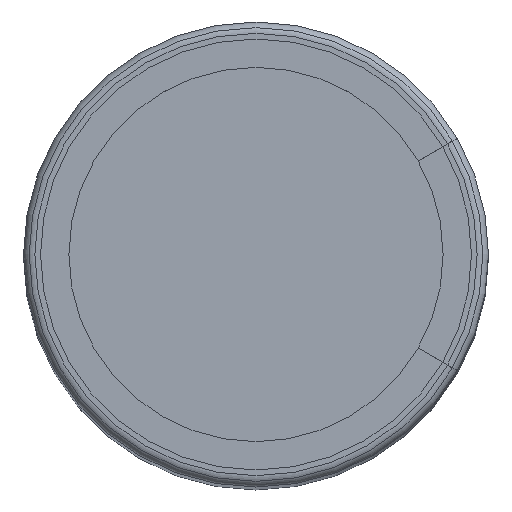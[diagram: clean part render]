
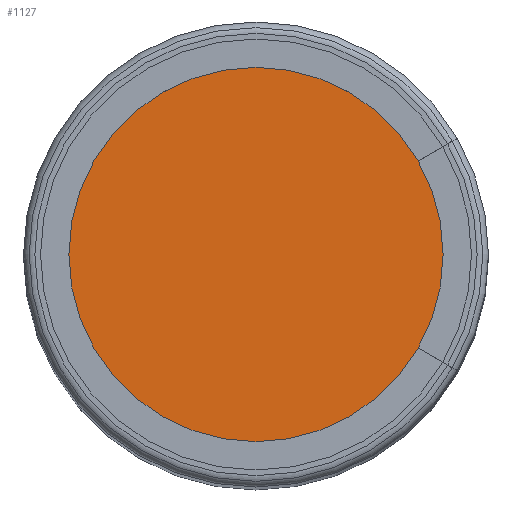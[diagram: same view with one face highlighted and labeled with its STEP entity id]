
A CAD part, top view. The second image highlights one B-rep face of the part: STEP entity #1127.
In plain terms, the highlighted planar face has unit normal (0, 0, 1).
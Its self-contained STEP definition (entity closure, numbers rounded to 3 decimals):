
#936 = TOROIDAL_SURFACE('',#937,3.8,0.2);
#937 = AXIS2_PLACEMENT_3D('',#938,#939,#940);
#938 = CARTESIAN_POINT('',(0.,0.,30.6));
#939 = DIRECTION('',(0.,0.,-1.));
#940 = DIRECTION('',(1.,0.,0.));
#1005 = VERTEX_POINT('',#1006);
#1006 = CARTESIAN_POINT('',(3.8,0.,30.8));
#1074 = EDGE_CURVE('',#1005,#1005,#1075,.T.);
#1075 = SURFACE_CURVE('',#1076,(#1081,#1110),.PCURVE_S1.);
#1076 = CIRCLE('',#1077,3.8);
#1077 = AXIS2_PLACEMENT_3D('',#1078,#1079,#1080);
#1078 = CARTESIAN_POINT('',(0.,0.,30.8));
#1079 = DIRECTION('',(0.,0.,-1.));
#1080 = DIRECTION('',(-1.,0.,0.));
#1081 = PCURVE('',#936,#1082);
#1082 = DEFINITIONAL_REPRESENTATION('',(#1083),#1109);
#1083 = B_SPLINE_CURVE_WITH_KNOTS('',3,(#1084,#1085,#1086,#1087,#1088,
    #1089,#1090,#1091,#1092,#1093,#1094,#1095,#1096,#1097,#1098,#1099,
    #1100,#1101,#1102,#1103,#1104,#1105,#1106,#1107,#1108),
  .UNSPECIFIED.,.F.,.F.,(4,1,1,1,1,1,1,1,1,1,1,1,1,1,1,1,1,1,1,1,1,1,4),
  (3.142,3.427,3.713,3.998,
    4.284,4.57,4.855,5.141,
    5.426,5.712,5.998,6.283,
    6.569,6.854,7.14,7.426,
    7.711,7.997,8.282,8.568,
    8.854,9.139,9.425),.UNSPECIFIED.);
#1084 = CARTESIAN_POINT('',(0.,4.712));
#1085 = CARTESIAN_POINT('',(0.095,4.712));
#1086 = CARTESIAN_POINT('',(0.286,4.712));
#1087 = CARTESIAN_POINT('',(0.571,4.712));
#1088 = CARTESIAN_POINT('',(0.857,4.712));
#1089 = CARTESIAN_POINT('',(1.142,4.712));
#1090 = CARTESIAN_POINT('',(1.428,4.712));
#1091 = CARTESIAN_POINT('',(1.714,4.712));
#1092 = CARTESIAN_POINT('',(1.999,4.712));
#1093 = CARTESIAN_POINT('',(2.285,4.712));
#1094 = CARTESIAN_POINT('',(2.57,4.712));
#1095 = CARTESIAN_POINT('',(2.856,4.712));
#1096 = CARTESIAN_POINT('',(3.142,4.712));
#1097 = CARTESIAN_POINT('',(3.427,4.712));
#1098 = CARTESIAN_POINT('',(3.713,4.712));
#1099 = CARTESIAN_POINT('',(3.998,4.712));
#1100 = CARTESIAN_POINT('',(4.284,4.712));
#1101 = CARTESIAN_POINT('',(4.57,4.712));
#1102 = CARTESIAN_POINT('',(4.855,4.712));
#1103 = CARTESIAN_POINT('',(5.141,4.712));
#1104 = CARTESIAN_POINT('',(5.426,4.712));
#1105 = CARTESIAN_POINT('',(5.712,4.712));
#1106 = CARTESIAN_POINT('',(5.998,4.712));
#1107 = CARTESIAN_POINT('',(6.188,4.712));
#1108 = CARTESIAN_POINT('',(6.283,4.712));
#1109 = ( GEOMETRIC_REPRESENTATION_CONTEXT(2) 
PARAMETRIC_REPRESENTATION_CONTEXT() REPRESENTATION_CONTEXT('2D SPACE',''
  ) );
#1110 = PCURVE('',#1111,#1116);
#1111 = PLANE('',#1112);
#1112 = AXIS2_PLACEMENT_3D('',#1113,#1114,#1115);
#1113 = CARTESIAN_POINT('',(4.18,4.18,30.8));
#1114 = DIRECTION('',(0.,0.,1.));
#1115 = DIRECTION('',(-1.,0.,0.));
#1116 = DEFINITIONAL_REPRESENTATION('',(#1117),#1125);
#1117 = ( BOUNDED_CURVE() B_SPLINE_CURVE(2,(#1118,#1119,#1120,#1121,
#1122,#1123,#1124),.UNSPECIFIED.,.T.,.F.) B_SPLINE_CURVE_WITH_KNOTS((1,2
    ,2,2,2,1),(-2.094,0.,2.094,4.189,
6.283,8.378),.UNSPECIFIED.) CURVE() 
GEOMETRIC_REPRESENTATION_ITEM() RATIONAL_B_SPLINE_CURVE((1.,0.5,1.,0.5,
1.,0.5,1.)) REPRESENTATION_ITEM('') );
#1118 = CARTESIAN_POINT('',(7.98,4.18));
#1119 = CARTESIAN_POINT('',(7.98,-2.402));
#1120 = CARTESIAN_POINT('',(2.28,0.889));
#1121 = CARTESIAN_POINT('',(-3.42,4.18));
#1122 = CARTESIAN_POINT('',(2.28,7.471));
#1123 = CARTESIAN_POINT('',(7.98,10.762));
#1124 = CARTESIAN_POINT('',(7.98,4.18));
#1125 = ( GEOMETRIC_REPRESENTATION_CONTEXT(2) 
PARAMETRIC_REPRESENTATION_CONTEXT() REPRESENTATION_CONTEXT('2D SPACE',''
  ) );
#1127 = ADVANCED_FACE('',(#1128),#1111,.T.);
#1128 = FACE_BOUND('',#1129,.T.);
#1129 = EDGE_LOOP('',(#1130));
#1130 = ORIENTED_EDGE('',*,*,#1074,.F.);
